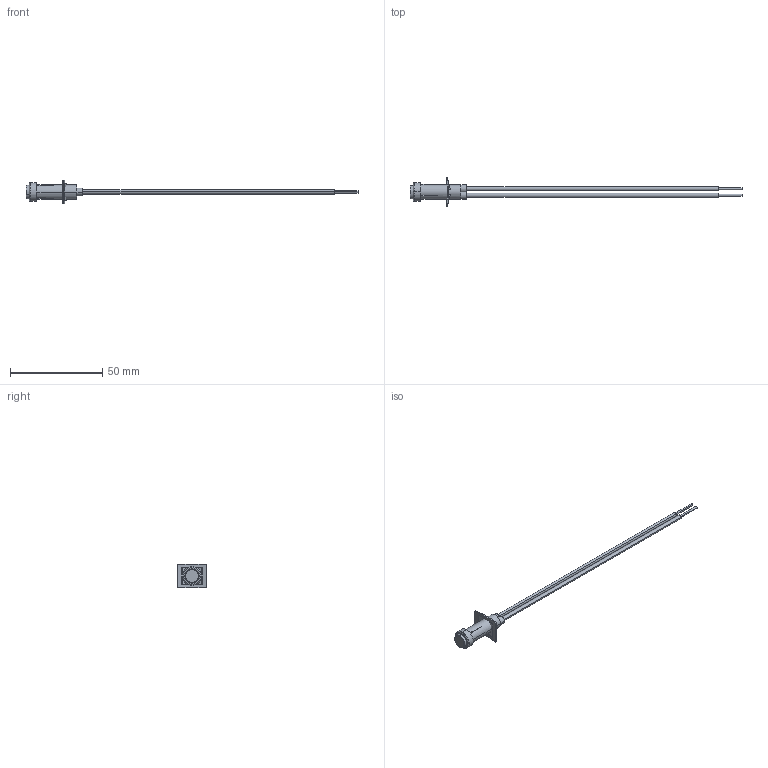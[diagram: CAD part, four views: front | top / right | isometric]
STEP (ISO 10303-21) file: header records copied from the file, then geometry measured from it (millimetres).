
FILE_DESCRIPTION (( 'STEP AP214' ), '1' );
FILE_NAME ('41_23Series.STEP', '2019-06-11T17:18:03', ( 'user' ), ( 'Microsoft' ), 'SwSTEP 2.0', 'SolidWorks 2018', '' );
FILE_SCHEMA (( 'AUTOMOTIVE_DESIGN' ));
Length unit declared in the file: foot
Products named in the file (6): 41_23Series; 20AWG BLACK_regular wire; 91056002xx; 920013xxxx_Ferrule_crimped; 87000916xx_8700091652; 890016010x
Assembly tree (6 placements, depth 2):
  41_23Series
    890016010x
    87000916xx_8700091652
    920013xxxx_Ferrule_crimped
    91056002xx
    20AWG BLACK_regular wire  x2
Bounding box: 179.98 x 15.87 x 12.7 mm (x, y, z)
Volume: 1933.9 mm3; surface area: 4653.8 mm2
Topology: 6 solids, 6 shells, 121 faces, 262 edges, 164 vertices
Faces by surface type: plane 52, cylinder 41, cone 22, torus 6
Entity records: 3440 total; most frequent: DIRECTION 598, CARTESIAN_POINT 528, ORIENTED_EDGE 488, EDGE_CURVE 244, AXIS2_PLACEMENT_3D 238, VERTEX_POINT 152, EDGE_LOOP 128, VECTOR 122
